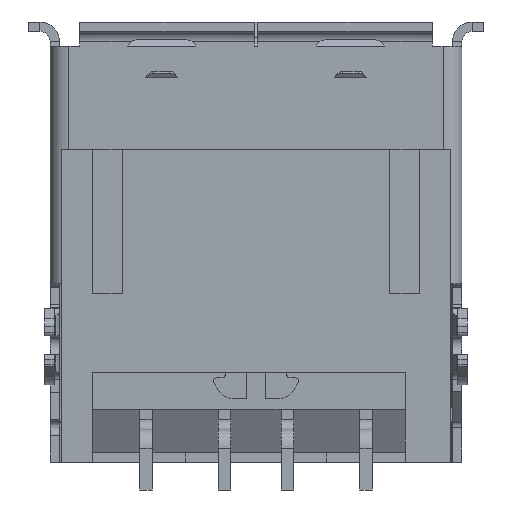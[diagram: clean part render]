
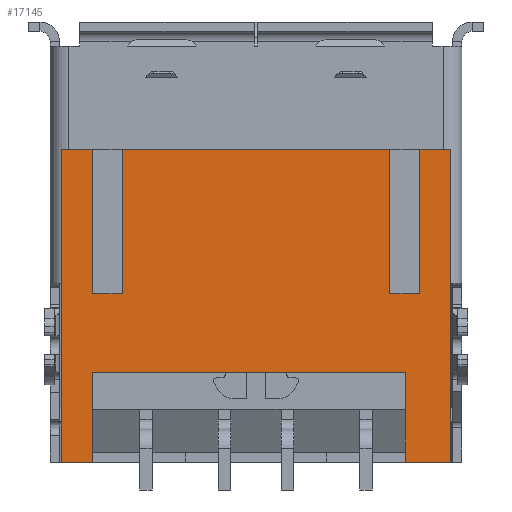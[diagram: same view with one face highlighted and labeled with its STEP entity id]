
A CAD part, front view. The second image highlights one B-rep face of the part: STEP entity #17145.
In plain terms, the highlighted planar face has unit normal (0, -1, 0).
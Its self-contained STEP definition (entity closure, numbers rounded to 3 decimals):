
#63 = LINE ( 'NONE', #8104, #265 ) ;
#73 = DIRECTION ( 'NONE',  ( -1., 0., 0. ) ) ;
#131 = VECTOR ( 'NONE', #15853, 1000. ) ;
#138 = DIRECTION ( 'NONE',  ( 0., 1., 0. ) ) ;
#265 = VECTOR ( 'NONE', #8005, 1000. ) ;
#282 = CARTESIAN_POINT ( 'NONE',  ( -4.25, 0.42, 5.36 ) ) ;
#1083 = DIRECTION ( 'NONE',  ( 0., 0., -1. ) ) ;
#1319 = CARTESIAN_POINT ( 'NONE',  ( -4.25, 0.42, 9.96 ) ) ;
#1321 = LINE ( 'NONE', #12600, #19457 ) ;
#1428 = CARTESIAN_POINT ( 'NONE',  ( 5.2, 0.42, 5.36 ) ) ;
#1583 = VERTEX_POINT ( 'NONE', #13753 ) ;
#1779 = EDGE_LOOP ( 'NONE', ( #13297, #4238, #8994, #18074, #7812, #14122, #12964, #11225, #15298, #11445, #7489, #18446, #6642, #5194, #6397, #19637 ) ) ;
#1812 = VECTOR ( 'NONE', #9998, 1000. ) ;
#1983 = DIRECTION ( 'NONE',  ( -1., 0., 0. ) ) ;
#2160 = EDGE_CURVE ( 'NONE', #3685, #20041, #7373, .T. ) ;
#2658 = VERTEX_POINT ( 'NONE', #13914 ) ;
#2741 = CARTESIAN_POINT ( 'NONE',  ( -5.2, 0.42, 5.36 ) ) ;
#2978 = LINE ( 'NONE', #15812, #5832 ) ;
#3349 = CARTESIAN_POINT ( 'NONE',  ( 4.75, 0.42, 0. ) ) ;
#3364 = CARTESIAN_POINT ( 'NONE',  ( 6.2, 0.42, 9.96 ) ) ;
#3508 = CARTESIAN_POINT ( 'NONE',  ( -4.25, 0.42, 5.36 ) ) ;
#3544 = CARTESIAN_POINT ( 'NONE',  ( -5.2, 0.42, 9.96 ) ) ;
#3685 = VERTEX_POINT ( 'NONE', #2741 ) ;
#3926 = CARTESIAN_POINT ( 'NONE',  ( 4.25, 0.42, 9.96 ) ) ;
#4238 = ORIENTED_EDGE ( 'NONE', *, *, #15927, .F. ) ;
#4516 = VECTOR ( 'NONE', #1983, 1000. ) ;
#4628 = LINE ( 'NONE', #14326, #18717 ) ;
#4786 = EDGE_CURVE ( 'NONE', #6874, #16615, #63, .T. ) ;
#4922 = LINE ( 'NONE', #3349, #10473 ) ;
#5194 = ORIENTED_EDGE ( 'NONE', *, *, #4786, .T. ) ;
#5403 = EDGE_CURVE ( 'NONE', #10886, #3685, #6863, .T. ) ;
#5575 = EDGE_CURVE ( 'NONE', #15837, #11142, #9317, .T. ) ;
#5825 = VERTEX_POINT ( 'NONE', #17415 ) ;
#5832 = VECTOR ( 'NONE', #9448, 1000. ) ;
#6292 = CARTESIAN_POINT ( 'NONE',  ( 5.2, 0.42, 9.96 ) ) ;
#6294 = EDGE_CURVE ( 'NONE', #11142, #15353, #7706, .T. ) ;
#6307 = DIRECTION ( 'NONE',  ( -1., 0., 0. ) ) ;
#6370 = VERTEX_POINT ( 'NONE', #11539 ) ;
#6397 = ORIENTED_EDGE ( 'NONE', *, *, #19321, .F. ) ;
#6504 = LINE ( 'NONE', #12565, #17212 ) ;
#6537 = EDGE_CURVE ( 'NONE', #7897, #15837, #4628, .T. ) ;
#6583 = VERTEX_POINT ( 'NONE', #12447 ) ;
#6642 = ORIENTED_EDGE ( 'NONE', *, *, #11776, .T. ) ;
#6656 = CARTESIAN_POINT ( 'NONE',  ( 6.2, 0.42, 0. ) ) ;
#6863 = LINE ( 'NONE', #3508, #13006 ) ;
#6874 = VERTEX_POINT ( 'NONE', #10445 ) ;
#7373 = LINE ( 'NONE', #11652, #10346 ) ;
#7489 = ORIENTED_EDGE ( 'NONE', *, *, #5403, .T. ) ;
#7706 = LINE ( 'NONE', #1428, #11363 ) ;
#7727 = CARTESIAN_POINT ( 'NONE',  ( -5.2, 0.42, 2.86 ) ) ;
#7812 = ORIENTED_EDGE ( 'NONE', *, *, #6537, .T. ) ;
#7849 = VECTOR ( 'NONE', #73, 1000. ) ;
#7897 = VERTEX_POINT ( 'NONE', #3364 ) ;
#7968 = DIRECTION ( 'NONE',  ( 0., 0., -1. ) ) ;
#8005 = DIRECTION ( 'NONE',  ( 0., 0., -1. ) ) ;
#8104 = CARTESIAN_POINT ( 'NONE',  ( -6.2, 0.42, 9.96 ) ) ;
#8202 = VECTOR ( 'NONE', #14997, 1000. ) ;
#8388 = CARTESIAN_POINT ( 'NONE',  ( 0., 0.42, 5.48 ) ) ;
#8415 = EDGE_CURVE ( 'NONE', #7897, #2658, #2978, .T. ) ;
#8994 = ORIENTED_EDGE ( 'NONE', *, *, #10888, .F. ) ;
#9317 = LINE ( 'NONE', #6292, #12700 ) ;
#9448 = DIRECTION ( 'NONE',  ( 0., 0., -1. ) ) ;
#9456 = CARTESIAN_POINT ( 'NONE',  ( -6.2, 0.42, 0. ) ) ;
#9571 = LINE ( 'NONE', #6656, #7849 ) ;
#9594 = CARTESIAN_POINT ( 'NONE',  ( 4.25, 0.42, 5.36 ) ) ;
#9744 = EDGE_CURVE ( 'NONE', #15353, #6370, #17412, .T. ) ;
#9782 = CARTESIAN_POINT ( 'NONE',  ( 4.75, 0.42, 2.86 ) ) ;
#9998 = DIRECTION ( 'NONE',  ( -1., 0., 0. ) ) ;
#10046 = FACE_OUTER_BOUND ( 'NONE', #1779, .T. ) ;
#10346 = VECTOR ( 'NONE', #18323, 1000. ) ;
#10445 = CARTESIAN_POINT ( 'NONE',  ( -6.2, 0.42, 9.96 ) ) ;
#10473 = VECTOR ( 'NONE', #17429, 1000. ) ;
#10715 = DIRECTION ( 'NONE',  ( 0., 0., 1. ) ) ;
#10859 = DIRECTION ( 'NONE',  ( -1., 0., 0. ) ) ;
#10886 = VERTEX_POINT ( 'NONE', #282 ) ;
#10888 = EDGE_CURVE ( 'NONE', #2658, #1583, #9571, .T. ) ;
#11142 = VERTEX_POINT ( 'NONE', #17462 ) ;
#11225 = ORIENTED_EDGE ( 'NONE', *, *, #9744, .T. ) ;
#11363 = VECTOR ( 'NONE', #12302, 1000. ) ;
#11445 = ORIENTED_EDGE ( 'NONE', *, *, #13830, .T. ) ;
#11539 = CARTESIAN_POINT ( 'NONE',  ( 4.25, 0.42, 9.96 ) ) ;
#11652 = CARTESIAN_POINT ( 'NONE',  ( -5.2, 0.42, 5.36 ) ) ;
#11776 = EDGE_CURVE ( 'NONE', #20041, #6874, #17837, .T. ) ;
#11836 = CARTESIAN_POINT ( 'NONE',  ( -4.25, 0.42, 9.96 ) ) ;
#12185 = EDGE_CURVE ( 'NONE', #6370, #13658, #13528, .T. ) ;
#12302 = DIRECTION ( 'NONE',  ( -1., 0., 0. ) ) ;
#12447 = CARTESIAN_POINT ( 'NONE',  ( -5.2, 0.42, 0. ) ) ;
#12565 = CARTESIAN_POINT ( 'NONE',  ( -5.2, 0.42, 0. ) ) ;
#12600 = CARTESIAN_POINT ( 'NONE',  ( -5.2, 0.42, 0. ) ) ;
#12700 = VECTOR ( 'NONE', #7968, 1000. ) ;
#12964 = ORIENTED_EDGE ( 'NONE', *, *, #6294, .T. ) ;
#12980 = PLANE ( 'NONE',  #20499 ) ;
#13006 = VECTOR ( 'NONE', #10859, 1000. ) ;
#13297 = ORIENTED_EDGE ( 'NONE', *, *, #16330, .F. ) ;
#13528 = LINE ( 'NONE', #3926, #8202 ) ;
#13658 = VERTEX_POINT ( 'NONE', #1319 ) ;
#13753 = CARTESIAN_POINT ( 'NONE',  ( 4.75, 0.42, 0. ) ) ;
#13830 = EDGE_CURVE ( 'NONE', #13658, #10886, #19667, .T. ) ;
#13914 = CARTESIAN_POINT ( 'NONE',  ( 6.2, 0.42, 0. ) ) ;
#14122 = ORIENTED_EDGE ( 'NONE', *, *, #5575, .T. ) ;
#14326 = CARTESIAN_POINT ( 'NONE',  ( 6.2, 0.42, 9.96 ) ) ;
#14410 = CARTESIAN_POINT ( 'NONE',  ( 5.2, 0.42, 9.96 ) ) ;
#14743 = DIRECTION ( 'NONE',  ( 1., 0., 0. ) ) ;
#14997 = DIRECTION ( 'NONE',  ( -1., 0., 0. ) ) ;
#15264 = CARTESIAN_POINT ( 'NONE',  ( 4.25, 0.42, 5.36 ) ) ;
#15298 = ORIENTED_EDGE ( 'NONE', *, *, #12185, .T. ) ;
#15353 = VERTEX_POINT ( 'NONE', #15264 ) ;
#15812 = CARTESIAN_POINT ( 'NONE',  ( 6.2, 0.42, 9.96 ) ) ;
#15837 = VERTEX_POINT ( 'NONE', #14410 ) ;
#15853 = DIRECTION ( 'NONE',  ( 0., 0., 1. ) ) ;
#15927 = EDGE_CURVE ( 'NONE', #1583, #5825, #4922, .T. ) ;
#16046 = LINE ( 'NONE', #9782, #1812 ) ;
#16083 = VERTEX_POINT ( 'NONE', #7727 ) ;
#16330 = EDGE_CURVE ( 'NONE', #5825, #16083, #16046, .T. ) ;
#16615 = VERTEX_POINT ( 'NONE', #9456 ) ;
#16625 = EDGE_CURVE ( 'NONE', #6583, #16083, #1321, .T. ) ;
#16631 = CARTESIAN_POINT ( 'NONE',  ( -5.2, 0.42, 9.96 ) ) ;
#17145 = ADVANCED_FACE ( 'NONE', ( #10046 ), #12980, .F. ) ;
#17212 = VECTOR ( 'NONE', #6307, 1000. ) ;
#17345 = DIRECTION ( 'NONE',  ( -1., 0., 0. ) ) ;
#17412 = LINE ( 'NONE', #9594, #131 ) ;
#17415 = CARTESIAN_POINT ( 'NONE',  ( 4.75, 0.42, 2.86 ) ) ;
#17429 = DIRECTION ( 'NONE',  ( 0., 0., 1. ) ) ;
#17462 = CARTESIAN_POINT ( 'NONE',  ( 5.2, 0.42, 5.36 ) ) ;
#17837 = LINE ( 'NONE', #3544, #4516 ) ;
#18074 = ORIENTED_EDGE ( 'NONE', *, *, #8415, .F. ) ;
#18250 = VECTOR ( 'NONE', #1083, 1000. ) ;
#18323 = DIRECTION ( 'NONE',  ( 0., 0., 1. ) ) ;
#18446 = ORIENTED_EDGE ( 'NONE', *, *, #2160, .T. ) ;
#18717 = VECTOR ( 'NONE', #17345, 1000. ) ;
#19321 = EDGE_CURVE ( 'NONE', #6583, #16615, #6504, .T. ) ;
#19457 = VECTOR ( 'NONE', #10715, 1000. ) ;
#19637 = ORIENTED_EDGE ( 'NONE', *, *, #16625, .T. ) ;
#19667 = LINE ( 'NONE', #11836, #18250 ) ;
#20041 = VERTEX_POINT ( 'NONE', #16631 ) ;
#20499 = AXIS2_PLACEMENT_3D ( 'NONE', #8388, #138, #14743 ) ;
